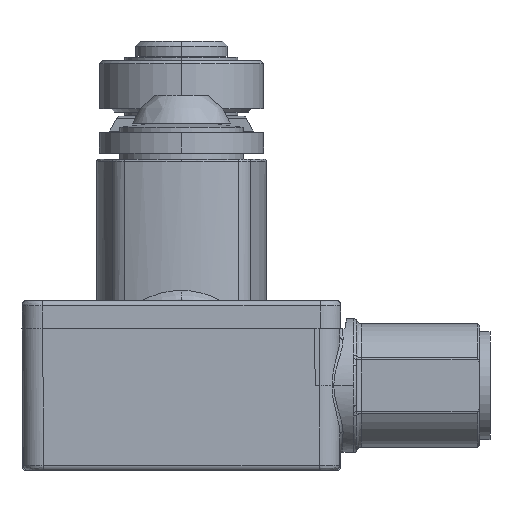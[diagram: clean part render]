
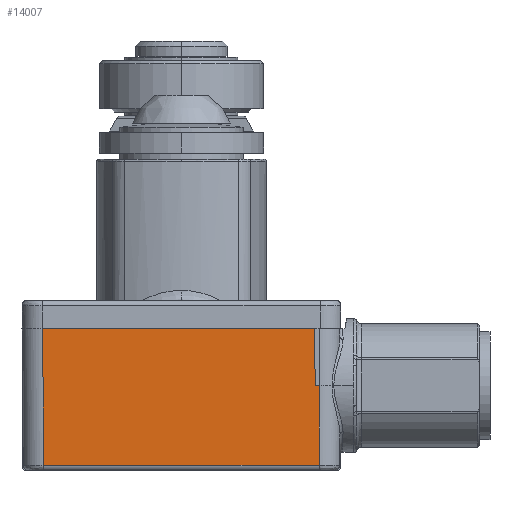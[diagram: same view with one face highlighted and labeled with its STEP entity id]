
A CAD part, front view. The second image highlights one B-rep face of the part: STEP entity #14007.
In plain terms, the highlighted planar face has unit normal (0, -1, -0.009).
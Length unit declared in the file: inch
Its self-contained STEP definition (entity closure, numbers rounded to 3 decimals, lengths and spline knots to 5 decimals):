
#501 = LINE ( 'NONE', #21419, #28697 ) ;
#603 = CARTESIAN_POINT ( 'NONE',  ( 0.96266, -1.71168, -0.18898 ) ) ;
#1693 = VECTOR ( 'NONE', #11239, 39.37008 ) ;
#2882 = VECTOR ( 'NONE', #10283, 39.37008 ) ;
#3547 = CARTESIAN_POINT ( 'NONE',  ( -0.09843, -1.71358, 0.02953 ) ) ;
#3640 = DIRECTION ( 'NONE',  ( 0.009, -0.009, 1. ) ) ;
#4433 = DIRECTION ( 'NONE',  ( -0.009, -0.009, 1. ) ) ;
#5813 = EDGE_LOOP ( 'NONE', ( #35880, #24921, #18885, #29799, #24788, #22749 ) ) ;
#6436 = CARTESIAN_POINT ( 'NONE',  ( 0.96, -1.70901, -0.49427 ) ) ;
#6872 = CARTESIAN_POINT ( 'NONE',  ( 0.94488, -1.71168, -0.18898 ) ) ;
#9450 = DIRECTION ( 'NONE',  ( 1., 0., 0. ) ) ;
#10096 = EDGE_CURVE ( 'NONE', #26791, #12563, #21173, .T. ) ;
#10283 = DIRECTION ( 'NONE',  ( -0.009, -0.009, 1. ) ) ;
#10291 = CARTESIAN_POINT ( 'NONE',  ( -0.09365, -1.70881, -0.51765 ) ) ;
#10439 = VERTEX_POINT ( 'NONE', #603 ) ;
#11239 = DIRECTION ( 'NONE',  ( 1., 0., 0. ) ) ;
#12267 = CARTESIAN_POINT ( 'NONE',  ( 1.04331, -1.71358, 0.02953 ) ) ;
#12563 = VERTEX_POINT ( 'NONE', #25582 ) ;
#13066 = FACE_OUTER_BOUND ( 'NONE', #5813, .T. ) ;
#13719 = LINE ( 'NONE', #28736, #15355 ) ;
#14007 = ADVANCED_FACE ( 'NONE', ( #13066 ), #33342, .T. ) ;
#15355 = VECTOR ( 'NONE', #31455, 39.37008 ) ;
#16518 = CARTESIAN_POINT ( 'NONE',  ( 1.04331, -1.71168, -0.18898 ) ) ;
#16885 = AXIS2_PLACEMENT_3D ( 'NONE', #12267, #36880, #24395 ) ;
#18885 = ORIENTED_EDGE ( 'NONE', *, *, #35693, .T. ) ;
#21173 = LINE ( 'NONE', #24296, #31624 ) ;
#21419 = CARTESIAN_POINT ( 'NONE',  ( 0.96266, -1.71168, -0.18898 ) ) ;
#22400 = LINE ( 'NONE', #10291, #29736 ) ;
#22749 = ORIENTED_EDGE ( 'NONE', *, *, #26377, .T. ) ;
#24296 = CARTESIAN_POINT ( 'NONE',  ( 1.10979, -1.71358, 0.02953 ) ) ;
#24395 = DIRECTION ( 'NONE',  ( 0., 0.009, -1. ) ) ;
#24788 = ORIENTED_EDGE ( 'NONE', *, *, #28164, .F. ) ;
#24921 = ORIENTED_EDGE ( 'NONE', *, *, #27126, .F. ) ;
#25122 = CARTESIAN_POINT ( 'NONE',  ( 0.94488, -1.71168, -0.18898 ) ) ;
#25582 = CARTESIAN_POINT ( 'NONE',  ( 0.94298, -1.71358, 0.02953 ) ) ;
#25679 = LINE ( 'NONE', #16518, #1693 ) ;
#26377 = EDGE_CURVE ( 'NONE', #31424, #12563, #31367, .T. ) ;
#26791 = VERTEX_POINT ( 'NONE', #3547 ) ;
#27126 = EDGE_CURVE ( 'NONE', #29349, #26791, #22400, .T. ) ;
#28164 = EDGE_CURVE ( 'NONE', #31424, #10439, #25679, .T. ) ;
#28697 = VECTOR ( 'NONE', #3640, 39.37008 ) ;
#28736 = CARTESIAN_POINT ( 'NONE',  ( 1.04331, -1.70901, -0.49427 ) ) ;
#28989 = CARTESIAN_POINT ( 'NONE',  ( -0.09386, -1.70901, -0.49427 ) ) ;
#29349 = VERTEX_POINT ( 'NONE', #28989 ) ;
#29736 = VECTOR ( 'NONE', #4433, 39.37008 ) ;
#29799 = ORIENTED_EDGE ( 'NONE', *, *, #33180, .T. ) ;
#31367 = LINE ( 'NONE', #25122, #2882 ) ;
#31424 = VERTEX_POINT ( 'NONE', #6872 ) ;
#31455 = DIRECTION ( 'NONE',  ( 1., 0., 0. ) ) ;
#31624 = VECTOR ( 'NONE', #9450, 39.37008 ) ;
#33180 = EDGE_CURVE ( 'NONE', #38388, #10439, #501, .T. ) ;
#33342 = PLANE ( 'NONE',  #16885 ) ;
#35693 = EDGE_CURVE ( 'NONE', #29349, #38388, #13719, .T. ) ;
#35880 = ORIENTED_EDGE ( 'NONE', *, *, #10096, .F. ) ;
#36880 = DIRECTION ( 'NONE',  ( 0., -1., -0.009 ) ) ;
#38388 = VERTEX_POINT ( 'NONE', #6436 ) ;
